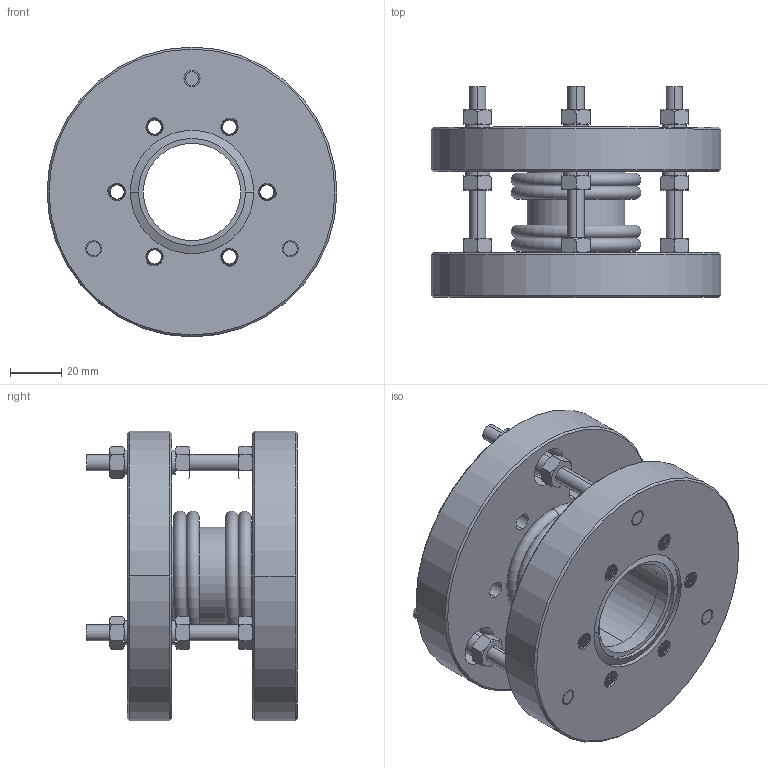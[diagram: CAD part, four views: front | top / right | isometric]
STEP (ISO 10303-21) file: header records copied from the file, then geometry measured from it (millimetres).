
FILE_DESCRIPTION (( 'STEP AP214' ), '1' );
FILE_NAME ('TLTW-1.5-B275C-T275T ASSEMBLY.STEP', '2018-10-08T16:06:46', ( '' ), ( '' ), 'SwSTEP 2.0', 'SolidWorks 2010', '' );
FILE_SCHEMA (( 'AUTOMOTIVE_DESIGN' ));
Length unit declared in the file: inch
Products named in the file (1): TLTW-1.5-B275C-T275T ASSEMBLY
Bounding box: 113.54 x 82.55 x 113.54 mm (x, y, z)
Surface area: 78467.7 mm2 (no closed solid volume)
Topology: 0 solids, 52 shells, 369 faces, 1015 edges, 685 vertices
Faces by surface type: cylinder 120, plane 89, cone 80, bspline 66, torus 8, sphere 6
Entity records: 41583 total; most frequent: CARTESIAN_POINT 28124, DIRECTION 1701, ORIENTED_EDGE 1617, EDGE_CURVE 1000, AXIS2_PLACEMENT_3D 723, VERTEX_POINT 676, EDGE_LOOP 435, CIRCLE 419
